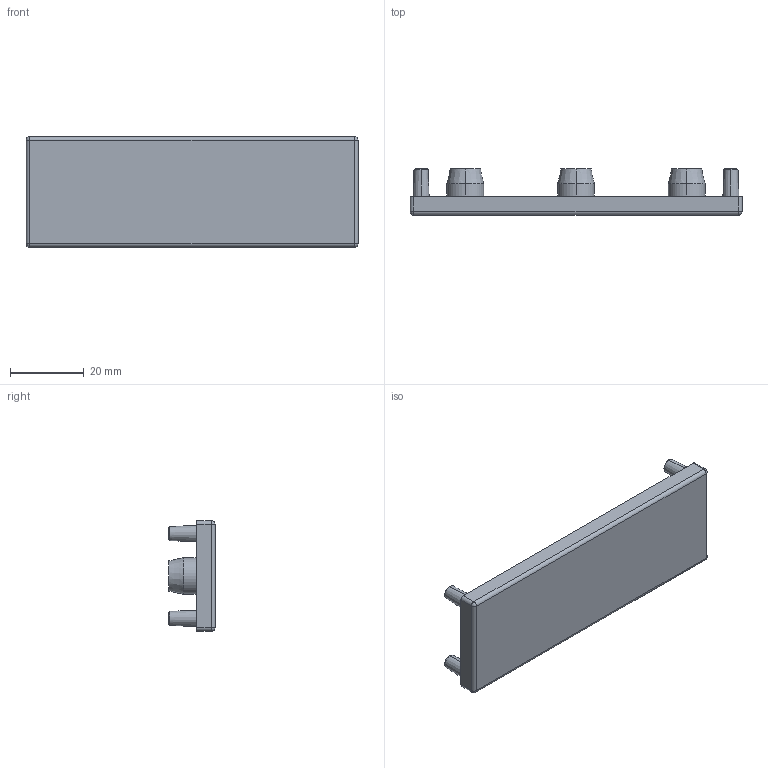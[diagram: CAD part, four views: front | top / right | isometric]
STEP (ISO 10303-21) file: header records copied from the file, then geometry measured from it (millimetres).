
FILE_DESCRIPTION (( 'STEP AP214' ), '1' );
FILE_NAME ('SNSD.30.52.18 Çàãëóøêà òîðöåâàÿ 30x90(H12).STEP', '2014-12-29T10:38:09', ( 'XTreme.ws' ), ( 'XTreme.ws' ), 'SwSTEP 2.0', 'SolidWorks 2014', '' );
FILE_SCHEMA (( 'AUTOMOTIVE_DESIGN' ));
Length unit declared in the file: millimetre
Products named in the file (2): SNSD.30.52.18 Çàãëóøêà òîðöåâàÿ 30x90(H12)
Bounding box: 90 x 12.5 x 30 mm (x, y, z)
Volume: 7806.3 mm3; surface area: 9611.1 mm2
Topology: 1 solids, 1 shells, 101 faces, 230 edges, 142 vertices
Faces by surface type: plane 41, cylinder 34, cone 22, sphere 4
Entity records: 2859 total; most frequent: DIRECTION 530, CARTESIAN_POINT 471, ORIENTED_EDGE 452, EDGE_CURVE 226, AXIS2_PLACEMENT_3D 201, VERTEX_POINT 142, VECTOR 128, LINE 128
